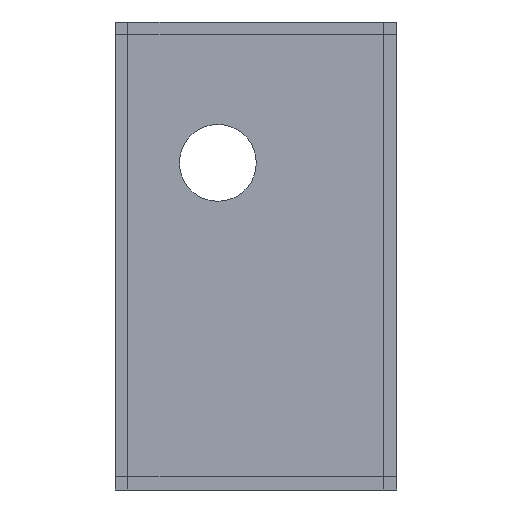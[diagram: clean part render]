
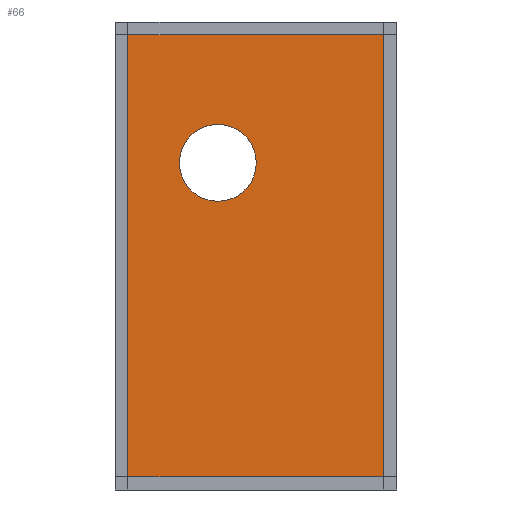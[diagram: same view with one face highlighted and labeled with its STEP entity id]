
A CAD part, front view. The second image highlights one B-rep face of the part: STEP entity #66.
In plain terms, the highlighted planar face has unit normal (0, -1, 0).
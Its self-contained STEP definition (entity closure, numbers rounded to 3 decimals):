
#21=FACE_BOUND('',#164,.T.);
#66=ADVANCED_FACE('',(#111,#21),#724,.T.);
#111=FACE_OUTER_BOUND('',#163,.T.);
#163=EDGE_LOOP('',(#374,#375,#376,#377));
#164=EDGE_LOOP('',(#378));
#374=ORIENTED_EDGE('',*,*,#473,.T.);
#375=ORIENTED_EDGE('',*,*,#475,.T.);
#376=ORIENTED_EDGE('',*,*,#479,.F.);
#377=ORIENTED_EDGE('',*,*,#480,.F.);
#378=ORIENTED_EDGE('',*,*,#453,.F.);
#453=EDGE_CURVE('',#658,#658,#496,.T.);
#473=EDGE_CURVE('',#670,#667,#588,.T.);
#475=EDGE_CURVE('',#667,#671,#590,.T.);
#479=EDGE_CURVE('',#674,#671,#594,.T.);
#480=EDGE_CURVE('',#670,#674,#595,.T.);
#496=CIRCLE('',#862,15.);
#588=B_SPLINE_CURVE_WITH_KNOTS('',1,(#1223,#1224),.UNSPECIFIED.,.F.,.F.,
(2,2),(5.6,105.456),.UNSPECIFIED.);
#590=B_SPLINE_CURVE_WITH_KNOTS('',1,(#1227,#1228),.UNSPECIFIED.,.F.,.F.,
(2,2),(5.6,178.4),.UNSPECIFIED.);
#594=B_SPLINE_CURVE_WITH_KNOTS('',1,(#1235,#1236),.UNSPECIFIED.,.F.,.F.,
(2,2),(5.6,105.456),.UNSPECIFIED.);
#595=B_SPLINE_CURVE_WITH_KNOTS('',1,(#1237,#1238),.UNSPECIFIED.,.F.,.F.,
(2,2),(5.6,178.4),.UNSPECIFIED.);
#658=VERTEX_POINT('',#1012);
#667=VERTEX_POINT('',#1021);
#670=VERTEX_POINT('',#1024);
#671=VERTEX_POINT('',#1025);
#674=VERTEX_POINT('',#1028);
#724=PLANE('',#857);
#857=AXIS2_PLACEMENT_3D('',#959,#907,$);
#862=AXIS2_PLACEMENT_3D($,#1184,#913,#914);
#907=DIRECTION('',(0.,-1.,0.));
#913=DIRECTION('',(0.,-1.,0.));
#914=DIRECTION('',(0.,0.,-1.));
#959=CARTESIAN_POINT('',(68.444,-10.,23.2));
#1012=CARTESIAN_POINT('',(104.064,-10.,131.38));
#1021=CARTESIAN_POINT('',(168.8,-10.,23.7));
#1024=CARTESIAN_POINT('',(68.944,-10.,23.7));
#1025=CARTESIAN_POINT('',(168.8,-10.,196.5));
#1028=CARTESIAN_POINT('',(68.944,-10.,196.5));
#1184=CARTESIAN_POINT('',(104.064,-10.,146.38));
#1223=CARTESIAN_POINT('',(68.944,-10.,23.7));
#1224=CARTESIAN_POINT('',(168.8,-10.,23.7));
#1227=CARTESIAN_POINT('',(168.8,-10.,23.7));
#1228=CARTESIAN_POINT('',(168.8,-10.,196.5));
#1235=CARTESIAN_POINT('',(68.944,-10.,196.5));
#1236=CARTESIAN_POINT('',(168.8,-10.,196.5));
#1237=CARTESIAN_POINT('',(68.944,-10.,23.7));
#1238=CARTESIAN_POINT('',(68.944,-10.,196.5));
